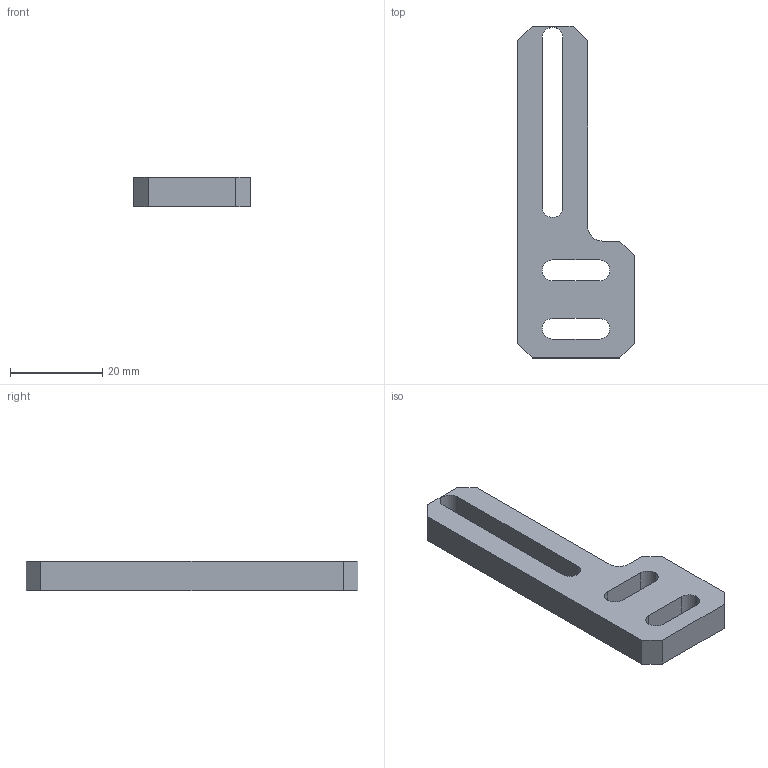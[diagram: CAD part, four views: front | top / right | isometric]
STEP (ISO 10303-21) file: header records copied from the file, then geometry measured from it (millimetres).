
FILE_DESCRIPTION (( 'STEP AP203' ), '1' );
FILE_NAME ('D0901493-v3.STEP', '2012-06-04T20:24:44', ( 'Dwayne Giardina' ), ( 'Microsoft' ), 'SwSTEP 2.0', 'SolidWorks 2012', '' );
FILE_SCHEMA (( 'CONFIG_CONTROL_DESIGN' ));
Length unit declared in the file: inch
Products named in the file (1): D0901493-v3
Bounding box: 25.4 x 72.14 x 6.35 mm (x, y, z)
Volume: 6539.4 mm3; surface area: 4225.5 mm2
Topology: 1 solids, 1 shells, 28 faces, 78 edges, 52 vertices
Faces by surface type: plane 19, cylinder 9
Entity records: 991 total; most frequent: CARTESIAN_POINT 159, ORIENTED_EDGE 156, DIRECTION 154, EDGE_CURVE 78, LINE 60, VECTOR 60, VERTEX_POINT 52, AXIS2_PLACEMENT_3D 47
